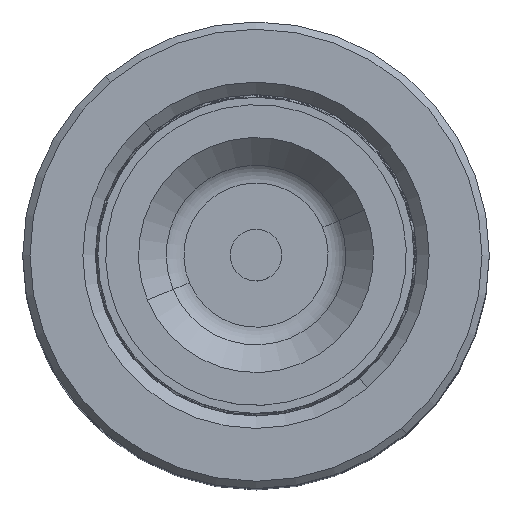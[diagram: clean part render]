
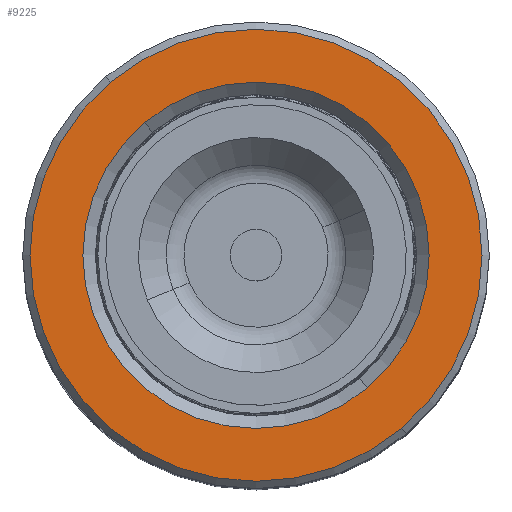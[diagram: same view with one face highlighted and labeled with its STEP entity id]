
A CAD part, top view. The second image highlights one B-rep face of the part: STEP entity #9225.
In plain terms, the highlighted planar face has unit normal (0, 0, 1).
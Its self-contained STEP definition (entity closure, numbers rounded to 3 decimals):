
#1212 = CARTESIAN_POINT ( 'NONE',  ( -21.8, 0., 80. ) ) ;
#2115 = EDGE_CURVE ( 'NONE', #24215, #9276, #22452, .T. ) ;
#3622 = EDGE_CURVE ( 'NONE', #14578, #38920, #22397, .T. ) ;
#5215 = CARTESIAN_POINT ( 'NONE',  ( 0., 0., 80. ) ) ;
#6052 = PLANE ( 'NONE',  #37422 ) ;
#6447 = DIRECTION ( 'NONE',  ( 0., 0., 1. ) ) ;
#6802 = ORIENTED_EDGE ( 'NONE', *, *, #57558, .T. ) ;
#7447 = CARTESIAN_POINT ( 'NONE',  ( 0., 0., 80. ) ) ;
#9225 = ADVANCED_FACE ( 'NONE', ( #31746, #12172 ), #6052, .T. ) ;
#9276 = VERTEX_POINT ( 'NONE', #16539 ) ;
#9305 = DIRECTION ( 'NONE',  ( 1., 0., 0. ) ) ;
#12172 = FACE_BOUND ( 'NONE', #57038, .T. ) ;
#14578 = VERTEX_POINT ( 'NONE', #44718 ) ;
#16539 = CARTESIAN_POINT ( 'NONE',  ( -16.7, 0., 80. ) ) ;
#17961 = DIRECTION ( 'NONE',  ( 0., 0., 1. ) ) ;
#20602 = DIRECTION ( 'NONE',  ( 1., 0., 0. ) ) ;
#21063 = CARTESIAN_POINT ( 'NONE',  ( 0., 0., 80. ) ) ;
#22397 = CIRCLE ( 'NONE', #28032, 21.8 ) ;
#22452 = CIRCLE ( 'NONE', #52352, 16.7 ) ;
#24215 = VERTEX_POINT ( 'NONE', #56905 ) ;
#25060 = CARTESIAN_POINT ( 'NONE',  ( 0., 0., 80. ) ) ;
#25720 = DIRECTION ( 'NONE',  ( 1., 0., 0. ) ) ;
#27214 = CIRCLE ( 'NONE', #41742, 21.8 ) ;
#28032 = AXIS2_PLACEMENT_3D ( 'NONE', #36206, #17961, #45879 ) ;
#31746 = FACE_OUTER_BOUND ( 'NONE', #35191, .T. ) ;
#35191 = EDGE_LOOP ( 'NONE', ( #48605, #50426 ) ) ;
#36206 = CARTESIAN_POINT ( 'NONE',  ( 0., 0., 80. ) ) ;
#37422 = AXIS2_PLACEMENT_3D ( 'NONE', #25060, #6447, #20602 ) ;
#38288 = AXIS2_PLACEMENT_3D ( 'NONE', #7447, #44470, #40021 ) ;
#38920 = VERTEX_POINT ( 'NONE', #1212 ) ;
#40021 = DIRECTION ( 'NONE',  ( 1., 0., 0. ) ) ;
#41742 = AXIS2_PLACEMENT_3D ( 'NONE', #5215, #55971, #9305 ) ;
#44470 = DIRECTION ( 'NONE',  ( 0., 0., -1. ) ) ;
#44718 = CARTESIAN_POINT ( 'NONE',  ( 21.8, 0., 80. ) ) ;
#45879 = DIRECTION ( 'NONE',  ( 1., 0., 0. ) ) ;
#46056 = CIRCLE ( 'NONE', #38288, 16.7 ) ;
#48169 = DIRECTION ( 'NONE',  ( 0., 0., -1. ) ) ;
#48605 = ORIENTED_EDGE ( 'NONE', *, *, #58463, .T. ) ;
#50426 = ORIENTED_EDGE ( 'NONE', *, *, #3622, .T. ) ;
#52352 = AXIS2_PLACEMENT_3D ( 'NONE', #21063, #48169, #25720 ) ;
#55971 = DIRECTION ( 'NONE',  ( 0., 0., 1. ) ) ;
#56250 = ORIENTED_EDGE ( 'NONE', *, *, #2115, .T. ) ;
#56905 = CARTESIAN_POINT ( 'NONE',  ( 16.7, 0., 80. ) ) ;
#57038 = EDGE_LOOP ( 'NONE', ( #56250, #6802 ) ) ;
#57558 = EDGE_CURVE ( 'NONE', #9276, #24215, #46056, .T. ) ;
#58463 = EDGE_CURVE ( 'NONE', #38920, #14578, #27214, .T. ) ;
